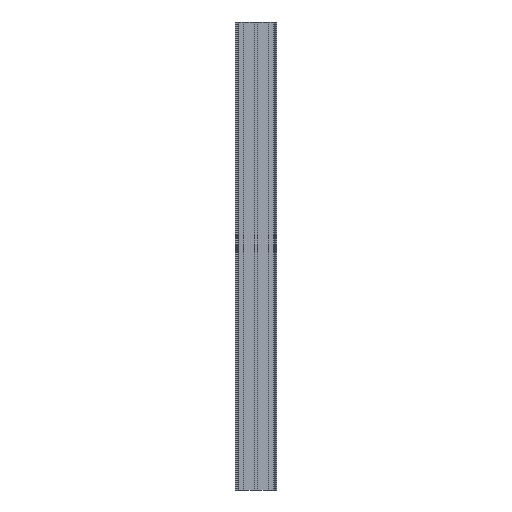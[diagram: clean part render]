
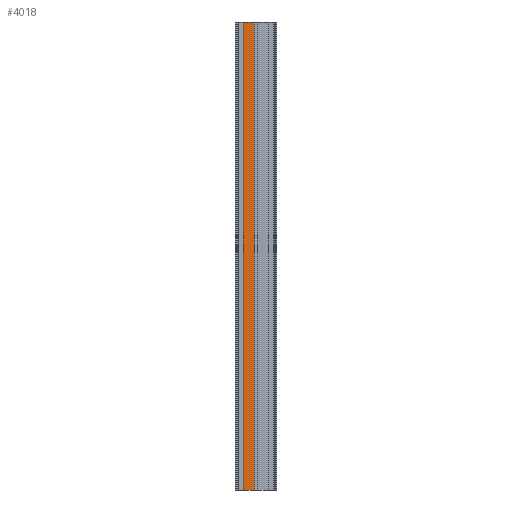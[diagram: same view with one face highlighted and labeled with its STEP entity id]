
A CAD part, left-side view. The second image highlights one B-rep face of the part: STEP entity #4018.
In plain terms, the highlighted planar face has unit normal (-1, 0, 0).
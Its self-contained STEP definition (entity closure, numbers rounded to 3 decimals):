
#185 = VECTOR ( 'NONE', #1465, 1000. ) ;
#246 = VECTOR ( 'NONE', #1119, 1000. ) ;
#303 = DIRECTION ( 'NONE',  ( 0., 1., 0. ) ) ;
#304 = DIRECTION ( 'NONE',  ( 1., 0., 0. ) ) ;
#305 = CARTESIAN_POINT ( 'NONE',  ( -33.02, 2.54, 375. ) ) ;
#306 = PLANE ( 'NONE',  #2566 ) ;
#543 = FACE_OUTER_BOUND ( 'NONE', #1786, .T. ) ;
#600 = VERTEX_POINT ( 'NONE', #4172 ) ;
#697 = VERTEX_POINT ( 'NONE', #4136 ) ;
#760 = ORIENTED_EDGE ( 'NONE', *, *, #3898, .F. ) ;
#779 = ORIENTED_EDGE ( 'NONE', *, *, #3934, .T. ) ;
#780 = ORIENTED_EDGE ( 'NONE', *, *, #4462, .T. ) ;
#782 = ORIENTED_EDGE ( 'NONE', *, *, #4463, .F. ) ;
#876 = VERTEX_POINT ( 'NONE', #4159 ) ;
#1015 = VERTEX_POINT ( 'NONE', #4311 ) ;
#1119 = DIRECTION ( 'NONE',  ( 0., -1., 0. ) ) ;
#1120 = CARTESIAN_POINT ( 'NONE',  ( -33.02, 2.54, 375. ) ) ;
#1465 = DIRECTION ( 'NONE',  ( 0., -1., 0. ) ) ;
#1466 = CARTESIAN_POINT ( 'NONE',  ( -33.02, 2.54, -375. ) ) ;
#1786 = EDGE_LOOP ( 'NONE', ( #779, #782, #760, #780 ) ) ;
#2187 = LINE ( 'NONE', #2950, #2470 ) ;
#2188 = LINE ( 'NONE', #2947, #2877 ) ;
#2470 = VECTOR ( 'NONE', #2948, 1000. ) ;
#2566 = AXIS2_PLACEMENT_3D ( 'NONE', #305, #304, #303 ) ;
#2877 = VECTOR ( 'NONE', #2945, 1000. ) ;
#2945 = DIRECTION ( 'NONE',  ( 0., 0., -1. ) ) ;
#2947 = CARTESIAN_POINT ( 'NONE',  ( -33.02, 2.54, 375. ) ) ;
#2948 = DIRECTION ( 'NONE',  ( 0., 0., -1. ) ) ;
#2950 = CARTESIAN_POINT ( 'NONE',  ( -33.02, 20.066, 375. ) ) ;
#3548 = LINE ( 'NONE', #1466, #185 ) ;
#3580 = LINE ( 'NONE', #1120, #246 ) ;
#3898 = EDGE_CURVE ( 'NONE', #1015, #697, #3580, .T. ) ;
#3934 = EDGE_CURVE ( 'NONE', #876, #600, #3548, .T. ) ;
#4018 = ADVANCED_FACE ( 'NONE', ( #543 ), #306, .F. ) ;
#4136 = CARTESIAN_POINT ( 'NONE',  ( -33.02, 2.54, 375. ) ) ;
#4159 = CARTESIAN_POINT ( 'NONE',  ( -33.02, 20.066, -375. ) ) ;
#4172 = CARTESIAN_POINT ( 'NONE',  ( -33.02, 2.54, -375. ) ) ;
#4311 = CARTESIAN_POINT ( 'NONE',  ( -33.02, 20.066, 375. ) ) ;
#4462 = EDGE_CURVE ( 'NONE', #1015, #876, #2187, .T. ) ;
#4463 = EDGE_CURVE ( 'NONE', #697, #600, #2188, .T. ) ;
